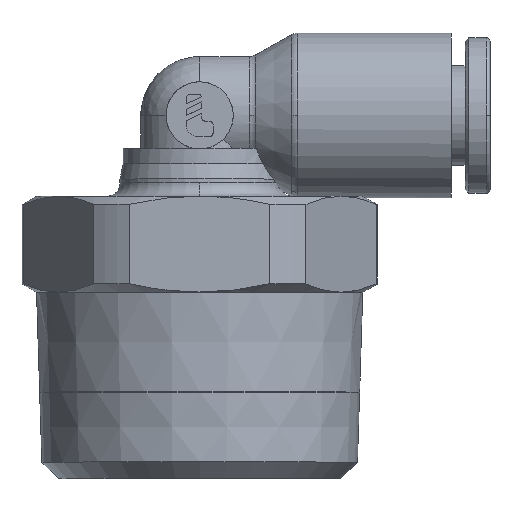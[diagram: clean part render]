
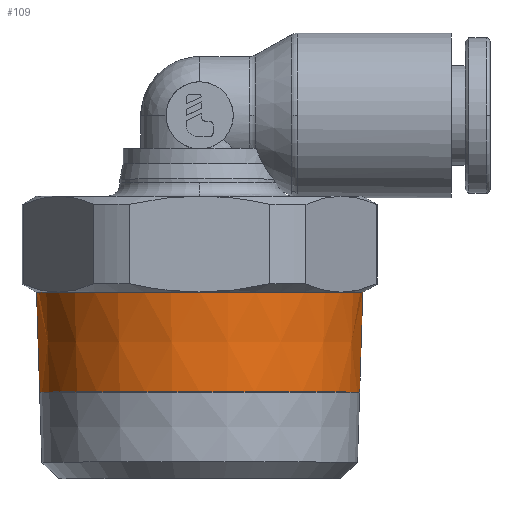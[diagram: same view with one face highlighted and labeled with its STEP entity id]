
A CAD part, top view. The second image highlights one B-rep face of the part: STEP entity #109.
In plain terms, the highlighted conical face has half-angle 1.79 degrees and reference radius 8.355 mm.
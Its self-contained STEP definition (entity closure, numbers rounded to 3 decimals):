
#109=ADVANCED_FACE('',(#290),#291,.T.);
#290=FACE_OUTER_BOUND('',#523,.T.);
#291=CONICAL_SURFACE('',#524,8.355,0.031);
#523=EDGE_LOOP('',(#1119,#1120,#1121,#1122));
#524=AXIS2_PLACEMENT_3D('',#1123,#1124,#1125);
#1119=ORIENTED_EDGE('',*,*,#1620,.T.);
#1120=ORIENTED_EDGE('',*,*,#1722,.F.);
#1121=ORIENTED_EDGE('',*,*,#1622,.T.);
#1122=ORIENTED_EDGE('',*,*,#1721,.T.);
#1123=CARTESIAN_POINT('',(0.0,-4.422,0.0));
#1124=DIRECTION('',(-0.0,1.0,-0.0));
#1125=DIRECTION('',(1.0,0.0,0.0));
#1620=EDGE_CURVE('',#1984,#1985,#1986,.T.);
#1622=EDGE_CURVE('',#1989,#1987,#1990,.T.);
#1721=EDGE_CURVE('',#1987,#1984,#2149,.T.);
#1722=EDGE_CURVE('',#1989,#1985,#2150,.T.);
#1984=VERTEX_POINT('',#2644);
#1985=VERTEX_POINT('',#2645);
#1986=LINE('',#2646,#2647);
#1987=VERTEX_POINT('',#2648);
#1989=VERTEX_POINT('',#2650);
#1990=LINE('',#2651,#2652);
#2149=CIRCLE('',#2969,8.331);
#2150=CIRCLE('',#2970,8.494);
#2644=CARTESIAN_POINT('',(8.331,-5.195,0.));
#2645=CARTESIAN_POINT('',(8.494,0.,0.0));
#2646=CARTESIAN_POINT('',(8.355,-4.422,0.));
#2647=VECTOR('',#3585,1.0);
#2648=CARTESIAN_POINT('',(-8.331,-5.195,0.));
#2650=CARTESIAN_POINT('',(-8.494,0.0,0.));
#2651=CARTESIAN_POINT('',(-8.355,-4.422,0.));
#2652=VECTOR('',#3589,1.0);
#2969=AXIS2_PLACEMENT_3D('',#3755,#3756,#3757);
#2970=AXIS2_PLACEMENT_3D('',#3758,#3759,#3760);
#3585=DIRECTION('',(0.031,1.,0.));
#3589=DIRECTION('',(0.031,-1.,0.));
#3755=CARTESIAN_POINT('',(0.0,-5.195,0.0));
#3756=DIRECTION('',(-0.0,1.0,0.0));
#3757=DIRECTION('',(1.0,0.0,0.0));
#3758=CARTESIAN_POINT('',(0.0,0.0,0.0));
#3759=DIRECTION('',(-0.0,1.0,0.0));
#3760=DIRECTION('',(1.0,0.0,0.0));
